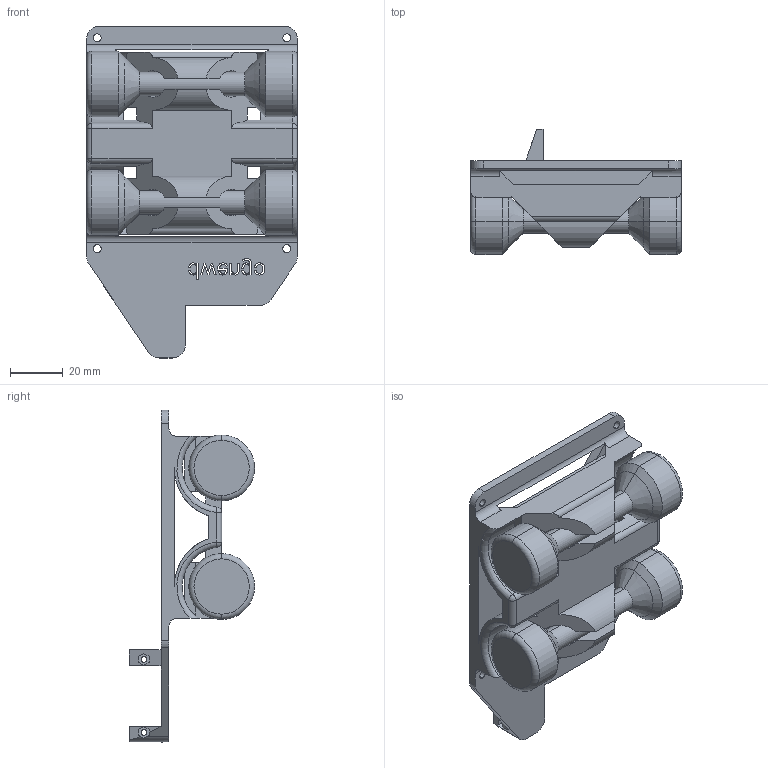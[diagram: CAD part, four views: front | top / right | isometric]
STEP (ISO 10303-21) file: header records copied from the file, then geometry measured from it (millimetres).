
FILE_DESCRIPTION (( 'STEP AP203' ), '1' );
FILE_NAME ('dwengo_kruipende_robot_wielen.STEP', '2025-08-14T13:08:17', ( '' ), ( '' ), 'SwSTEP 2.0', 'SolidWorks 2024', '' );
FILE_SCHEMA (( 'CONFIG_CONTROL_DESIGN' ));
Length unit declared in the file: millimetre
Products named in the file (1): dwengo_kruipende_robot_wielen
Bounding box: 80 x 47.5 x 126 mm (x, y, z)
Volume: 105727.4 mm3; surface area: 45955.9 mm2
Topology: 4 solids, 4 shells, 302 faces, 868 edges, 552 vertices
Faces by surface type: plane 170, cylinder 55, bspline 41, cone 20, torus 12, sphere 4
Entity records: 12136 total; most frequent: CARTESIAN_POINT 4417, ORIENTED_EDGE 1728, DIRECTION 1394, EDGE_CURVE 864, VECTOR 584, LINE 584, VERTEX_POINT 552, AXIS2_PLACEMENT_3D 405
